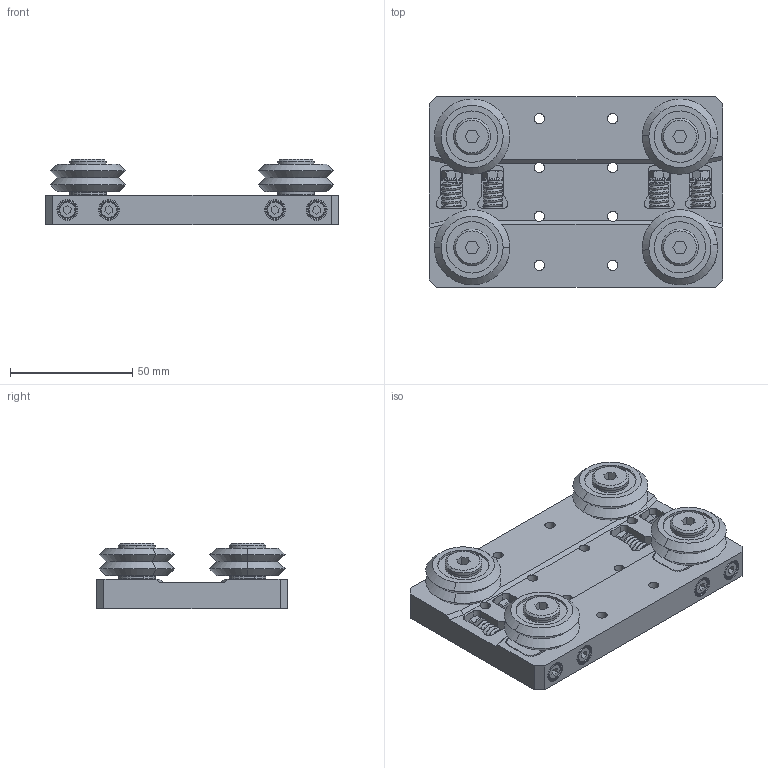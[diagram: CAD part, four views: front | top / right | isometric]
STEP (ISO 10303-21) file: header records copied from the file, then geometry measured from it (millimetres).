
FILE_DESCRIPTION (( 'STEP AP214' ), '1' );
FILE_NAME ('LWF-02-120.STEP', '2022-12-19T11:56:37', ( '' ), ( '' ), 'SwSTEP 2.0', 'SolidWorks 2020', '' );
FILE_SCHEMA (( 'AUTOMOTIVE_DESIGN' ));
Length unit declared in the file: millimetre
Products named in the file (1): LWF-02-120
Bounding box: 120 x 78 x 26.6 mm (x, y, z)
Volume: 125786.9 mm3; surface area: 64946.3 mm2
Topology: 39 solids, 43 shells, 760 faces, 1732 edges, 1084 vertices
Faces by surface type: cylinder 284, plane 272, cone 196, bspline 8
Entity records: 48273 total; most frequent: CARTESIAN_POINT 21770, DIRECTION 3906, ORIENTED_EDGE 3464, EDGE_CURVE 1732, AXIS2_PLACEMENT_3D 1529, VERTEX_POINT 1084, EDGE_LOOP 898, VECTOR 848
